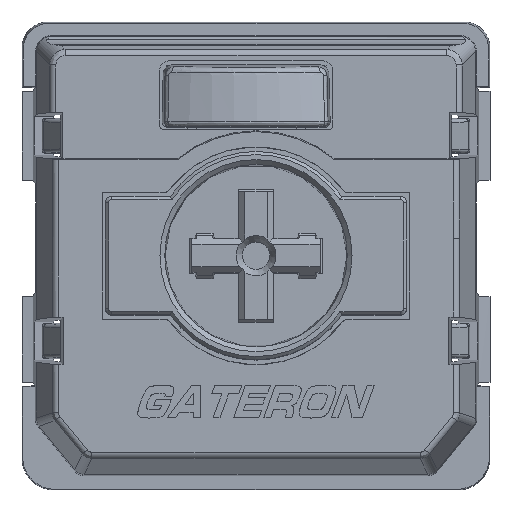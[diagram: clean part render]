
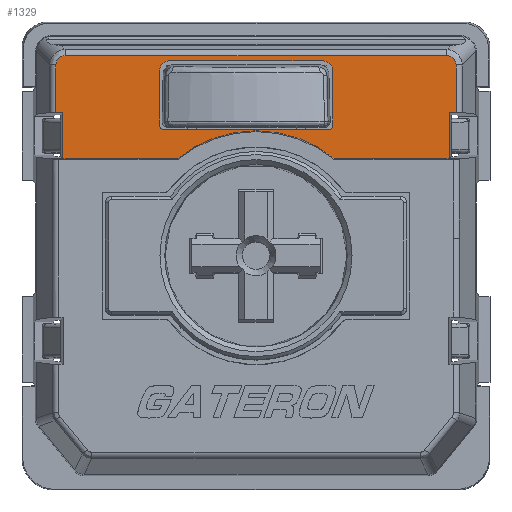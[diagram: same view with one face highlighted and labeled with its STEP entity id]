
A CAD part, top view. The second image highlights one B-rep face of the part: STEP entity #1329.
In plain terms, the highlighted planar face has unit normal (0, 0, 1).
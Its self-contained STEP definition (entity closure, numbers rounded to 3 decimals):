
#255=ELLIPSE('',#14264,0.15,0.15);
#256=ELLIPSE('',#14265,0.15,0.15);
#257=ELLIPSE('',#14266,0.3,0.3);
#258=ELLIPSE('',#14267,0.3,0.3);
#259=ELLIPSE('',#14268,0.321,0.3);
#260=ELLIPSE('',#14270,0.321,0.3);
#1329=ADVANCED_FACE('',(#3115,#3116),#2047,.F.);
#2047=PLANE('',#14271);
#2508=B_SPLINE_CURVE_WITH_KNOTS('',3,(#19767,#19768,#19769,#19770),.UNSPECIFIED.,
 .F.,.F.,(4,4),(0.,1.),.UNSPECIFIED.);
#2509=B_SPLINE_CURVE_WITH_KNOTS('',3,(#19773,#19774,#19775,#19776),.UNSPECIFIED.,
 .F.,.F.,(4,4),(0.,1.),.UNSPECIFIED.);
#2510=B_SPLINE_CURVE_WITH_KNOTS('',3,(#19778,#19779,#19780,#19781),.UNSPECIFIED.,
 .F.,.F.,(4,4),(0.,1.),.UNSPECIFIED.);
#3003=CIRCLE('',#14269,3.9);
#3115=FACE_BOUND('',#3291,.T.);
#3116=FACE_BOUND('',#3292,.T.);
#3291=EDGE_LOOP('',(#4704,#4705,#4706,#4707,#4708,#4709,#4710,#4711));
#3292=EDGE_LOOP('',(#4712,#4713,#4714,#4715,#4716,#4717,#4718,#4719,#4720,
#4721,#4722,#4723,#4724,#4725));
#4704=ORIENTED_EDGE('',*,*,#9852,.T.);
#4705=ORIENTED_EDGE('',*,*,#9853,.T.);
#4706=ORIENTED_EDGE('',*,*,#9854,.T.);
#4707=ORIENTED_EDGE('',*,*,#9855,.T.);
#4708=ORIENTED_EDGE('',*,*,#9856,.T.);
#4709=ORIENTED_EDGE('',*,*,#9857,.T.);
#4710=ORIENTED_EDGE('',*,*,#9858,.T.);
#4711=ORIENTED_EDGE('',*,*,#9859,.T.);
#4712=ORIENTED_EDGE('',*,*,#9860,.T.);
#4713=ORIENTED_EDGE('',*,*,#9861,.T.);
#4714=ORIENTED_EDGE('',*,*,#9862,.T.);
#4715=ORIENTED_EDGE('',*,*,#9863,.T.);
#4716=ORIENTED_EDGE('',*,*,#9864,.T.);
#4717=ORIENTED_EDGE('',*,*,#9831,.T.);
#4718=ORIENTED_EDGE('',*,*,#9865,.T.);
#4719=ORIENTED_EDGE('',*,*,#9866,.T.);
#4720=ORIENTED_EDGE('',*,*,#9867,.F.);
#4721=ORIENTED_EDGE('',*,*,#9868,.F.);
#4722=ORIENTED_EDGE('',*,*,#9869,.T.);
#4723=ORIENTED_EDGE('',*,*,#9819,.T.);
#4724=ORIENTED_EDGE('',*,*,#9870,.T.);
#4725=ORIENTED_EDGE('',*,*,#9871,.T.);
#8399=VERTEX_POINT('',#19676);
#8404=VERTEX_POINT('',#19686);
#8409=VERTEX_POINT('',#19698);
#8414=VERTEX_POINT('',#19710);
#8415=VERTEX_POINT('',#19712);
#8416=VERTEX_POINT('',#19716);
#8428=VERTEX_POINT('',#19752);
#8429=VERTEX_POINT('',#19753);
#8430=VERTEX_POINT('',#19755);
#8431=VERTEX_POINT('',#19757);
#8432=VERTEX_POINT('',#19759);
#8433=VERTEX_POINT('',#19761);
#8434=VERTEX_POINT('',#19763);
#8435=VERTEX_POINT('',#19765);
#8436=VERTEX_POINT('',#19771);
#8437=VERTEX_POINT('',#19772);
#8438=VERTEX_POINT('',#19777);
#8439=VERTEX_POINT('',#19782);
#8440=VERTEX_POINT('',#19784);
#8441=VERTEX_POINT('',#19788);
#8442=VERTEX_POINT('',#19790);
#8443=VERTEX_POINT('',#19794);
#9819=EDGE_CURVE('',#8399,#8404,#11731,.T.);
#9831=EDGE_CURVE('',#8415,#8414,#11743,.T.);
#9852=EDGE_CURVE('',#8428,#8429,#255,.T.);
#9853=EDGE_CURVE('',#8429,#8430,#11759,.T.);
#9854=EDGE_CURVE('',#8430,#8431,#256,.T.);
#9855=EDGE_CURVE('',#8431,#8432,#11760,.T.);
#9856=EDGE_CURVE('',#8432,#8433,#257,.T.);
#9857=EDGE_CURVE('',#8433,#8434,#11761,.T.);
#9858=EDGE_CURVE('',#8434,#8435,#258,.T.);
#9859=EDGE_CURVE('',#8435,#8428,#11762,.T.);
#9860=EDGE_CURVE('',#8436,#8437,#2508,.T.);
#9861=EDGE_CURVE('',#8437,#8438,#2509,.T.);
#9862=EDGE_CURVE('',#8438,#8439,#2510,.T.);
#9863=EDGE_CURVE('',#8439,#8440,#259,.T.);
#9864=EDGE_CURVE('',#8440,#8415,#11763,.T.);
#9865=EDGE_CURVE('',#8414,#8416,#11764,.T.);
#9866=EDGE_CURVE('',#8416,#8441,#11765,.T.);
#9867=EDGE_CURVE('',#8442,#8441,#3003,.T.);
#9868=EDGE_CURVE('',#8409,#8442,#11766,.T.);
#9869=EDGE_CURVE('',#8409,#8399,#11767,.T.);
#9870=EDGE_CURVE('',#8404,#8443,#11768,.T.);
#9871=EDGE_CURVE('',#8443,#8436,#260,.T.);
#11731=LINE('',#19687,#13048);
#11743=LINE('',#19711,#13060);
#11759=LINE('',#19754,#13076);
#11760=LINE('',#19758,#13077);
#11761=LINE('',#19762,#13078);
#11762=LINE('',#19766,#13079);
#11763=LINE('',#19785,#13080);
#11764=LINE('',#19786,#13081);
#11765=LINE('',#19787,#13082);
#11766=LINE('',#19791,#13083);
#11767=LINE('',#19792,#13084);
#11768=LINE('',#19793,#13085);
#13048=VECTOR('',#15639,1.);
#13060=VECTOR('',#15655,1.);
#13076=VECTOR('',#15695,1.);
#13077=VECTOR('',#15698,1.);
#13078=VECTOR('',#15701,1.);
#13079=VECTOR('',#15704,1.);
#13080=VECTOR('',#15707,1.);
#13081=VECTOR('',#15708,1.);
#13082=VECTOR('',#15709,1.);
#13083=VECTOR('',#15712,1.);
#13084=VECTOR('',#15713,1.);
#13085=VECTOR('',#15714,1.);
#14264=AXIS2_PLACEMENT_3D('',#19751,#15693,#15694);
#14265=AXIS2_PLACEMENT_3D('',#19756,#15696,#15697);
#14266=AXIS2_PLACEMENT_3D('',#19760,#15699,#15700);
#14267=AXIS2_PLACEMENT_3D('',#19764,#15702,#15703);
#14268=AXIS2_PLACEMENT_3D('',#19783,#15705,#15706);
#14269=AXIS2_PLACEMENT_3D('',#19789,#15710,#15711);
#14270=AXIS2_PLACEMENT_3D('',#19795,#15715,#15716);
#14271=AXIS2_PLACEMENT_3D('',#19796,#15717,#15718);
#15639=DIRECTION('',(1.,0.,0.));
#15655=DIRECTION('',(1.,0.,0.));
#15693=DIRECTION('',(0.,0.,-1.));
#15694=DIRECTION('',(0.707,-0.707,0.));
#15695=DIRECTION('',(-1.,0.,0.));
#15696=DIRECTION('',(0.,0.,-1.));
#15697=DIRECTION('',(0.707,0.707,0.));
#15698=DIRECTION('',(0.,1.,0.));
#15699=DIRECTION('',(0.,0.,-1.));
#15700=DIRECTION('',(0.707,-0.707,0.));
#15701=DIRECTION('',(1.,0.,0.));
#15702=DIRECTION('',(0.,0.,-1.));
#15703=DIRECTION('',(-0.707,-0.707,0.));
#15704=DIRECTION('',(0.,-1.,0.));
#15705=DIRECTION('',(0.,0.,1.));
#15706=DIRECTION('',(0.707,-0.707,0.));
#15707=DIRECTION('',(0.,-1.,0.));
#15708=DIRECTION('',(0.,-1.,0.));
#15709=DIRECTION('',(1.,0.,0.));
#15710=DIRECTION('',(0.,0.,1.));
#15711=DIRECTION('',(0.66,0.751,0.));
#15712=DIRECTION('',(-1.,0.,0.));
#15713=DIRECTION('',(0.,1.,0.));
#15714=DIRECTION('',(0.,1.,0.));
#15715=DIRECTION('',(0.,0.,1.));
#15716=DIRECTION('',(0.707,0.707,0.));
#15717=DIRECTION('',(0.,0.,-1.));
#15718=DIRECTION('',(0.,-1.,0.));
#19676=CARTESIAN_POINT('',(22.721,8.979,4.15));
#19686=CARTESIAN_POINT('',(22.943,8.979,4.15));
#19687=CARTESIAN_POINT('',(22.721,8.979,4.15));
#19698=CARTESIAN_POINT('',(22.721,7.521,4.15));
#19710=CARTESIAN_POINT('',(10.679,8.979,4.15));
#19711=CARTESIAN_POINT('',(10.304,8.979,4.15));
#19712=CARTESIAN_POINT('',(10.457,8.979,4.15));
#19716=CARTESIAN_POINT('',(10.679,7.521,4.15));
#19751=CARTESIAN_POINT('',(18.946,8.58,4.15));
#19752=CARTESIAN_POINT('',(19.096,8.58,4.15));
#19753=CARTESIAN_POINT('',(18.946,8.43,4.15));
#19754=CARTESIAN_POINT('',(16.7,8.43,4.15));
#19755=CARTESIAN_POINT('',(13.844,8.43,4.15));
#19756=CARTESIAN_POINT('',(13.844,8.58,4.15));
#19757=CARTESIAN_POINT('',(13.694,8.58,4.15));
#19758=CARTESIAN_POINT('',(13.694,5.1,4.15));
#19759=CARTESIAN_POINT('',(13.694,10.28,4.15));
#19760=CARTESIAN_POINT('',(13.994,10.279,4.15));
#19761=CARTESIAN_POINT('',(13.994,10.58,4.15));
#19762=CARTESIAN_POINT('',(16.7,10.58,4.15));
#19763=CARTESIAN_POINT('',(18.796,10.58,4.15));
#19764=CARTESIAN_POINT('',(18.796,10.279,4.15));
#19765=CARTESIAN_POINT('',(19.096,10.28,4.15));
#19766=CARTESIAN_POINT('',(19.096,5.1,4.15));
#19767=CARTESIAN_POINT('',(22.654,10.743,4.15));
#19768=CARTESIAN_POINT('',(20.718,10.743,4.15));
#19769=CARTESIAN_POINT('',(18.782,10.743,4.15));
#19770=CARTESIAN_POINT('',(16.847,10.743,4.15));
#19771=CARTESIAN_POINT('',(22.654,10.743,4.15));
#19772=CARTESIAN_POINT('',(16.847,10.743,4.15));
#19773=CARTESIAN_POINT('',(16.847,10.743,4.15));
#19774=CARTESIAN_POINT('',(16.579,10.743,4.15));
#19775=CARTESIAN_POINT('',(16.311,10.743,4.15));
#19776=CARTESIAN_POINT('',(16.042,10.743,4.15));
#19777=CARTESIAN_POINT('',(16.042,10.743,4.15));
#19778=CARTESIAN_POINT('',(16.042,10.743,4.15));
#19779=CARTESIAN_POINT('',(14.277,10.743,4.15));
#19780=CARTESIAN_POINT('',(12.512,10.743,4.15));
#19781=CARTESIAN_POINT('',(10.746,10.743,4.15));
#19782=CARTESIAN_POINT('',(10.746,10.743,4.15));
#19783=CARTESIAN_POINT('',(10.767,10.433,4.15));
#19784=CARTESIAN_POINT('',(10.457,10.454,4.15));
#19785=CARTESIAN_POINT('',(10.457,8.979,4.15));
#19786=CARTESIAN_POINT('',(10.679,8.979,4.15));
#19787=CARTESIAN_POINT('',(16.7,7.521,4.15));
#19788=CARTESIAN_POINT('',(14.234,7.521,4.15));
#19789=CARTESIAN_POINT('',(16.7,4.5,4.15));
#19790=CARTESIAN_POINT('',(19.166,7.521,4.15));
#19791=CARTESIAN_POINT('',(16.7,7.521,4.15));
#19792=CARTESIAN_POINT('',(22.721,7.521,4.15));
#19793=CARTESIAN_POINT('',(22.943,10.414,4.15));
#19794=CARTESIAN_POINT('',(22.943,10.454,4.15));
#19795=CARTESIAN_POINT('',(22.633,10.433,4.15));
#19796=CARTESIAN_POINT('',(16.7,5.1,4.15));
